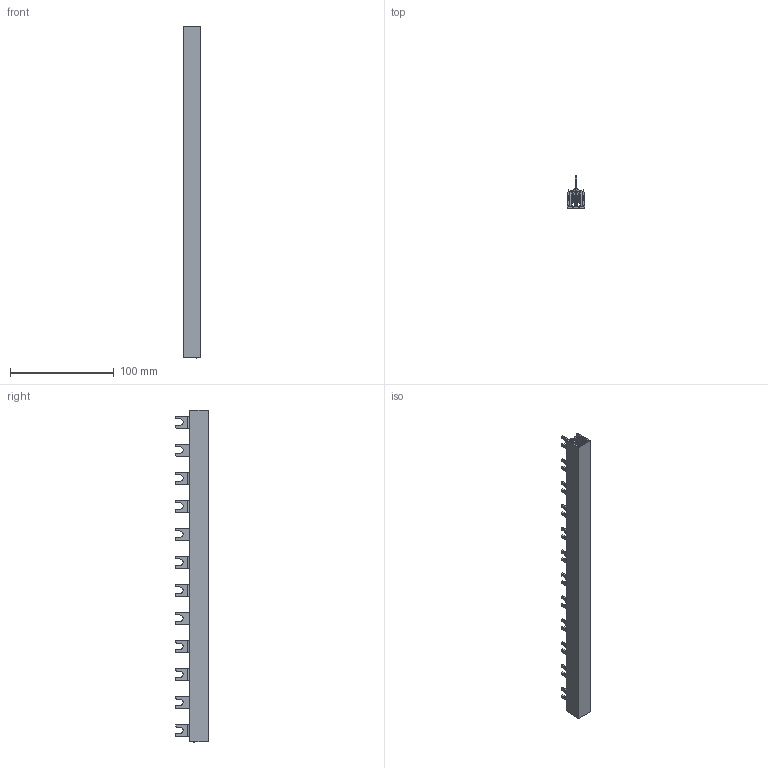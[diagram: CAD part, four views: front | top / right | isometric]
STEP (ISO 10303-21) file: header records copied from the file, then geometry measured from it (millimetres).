
FILE_DESCRIPTION((''),'2;1');
FILE_NAME('IZ16_3F_STV_ASM','2021-04-02T',('marketing.praksa'),('Audax d.o.o.'),'CREO PARAMETRIC BY PTC INC, 2017480','CREO PARAMETRIC BY PTC INC, 2017480','');
FILE_SCHEMA(('AUTOMOTIVE_DESIGN { 1 0 10303 214 1 1 1 1 }'));
Length unit declared in the file: millimetre
Products named in the file (5): S3F-16_02_01_SZYNA_1_STV; PRT0109; S3F-16_02_02_SZYNA_2_STV; WL-BASE; IZ16_3F_STV_ASM
Assembly tree (5 placements, depth 2):
  IZ16_3F_STV_ASM
    S3F-16_02_01_SZYNA_1_STV  x2
    PRT0109
    S3F-16_02_02_SZYNA_2_STV
    WL-BASE
Bounding box: 16.5 x 31.55 x 320 mm (x, y, z)
Volume: 51199.5 mm3; surface area: 96383.2 mm2
Topology: 7 solids, 7 shells, 415 faces, 1202 edges, 804 vertices
Faces by surface type: plane 227, cylinder 188
Entity records: 16291 total; most frequent: CARTESIAN_POINT 1994, ORIENTED_EDGE 1864, DIRECTION 1854, PRESENTATION_STYLE_ASSIGNMENT 1261, STYLED_ITEM 1261, CURVE_STYLE 932, EDGE_CURVE 932, VECTOR 636
